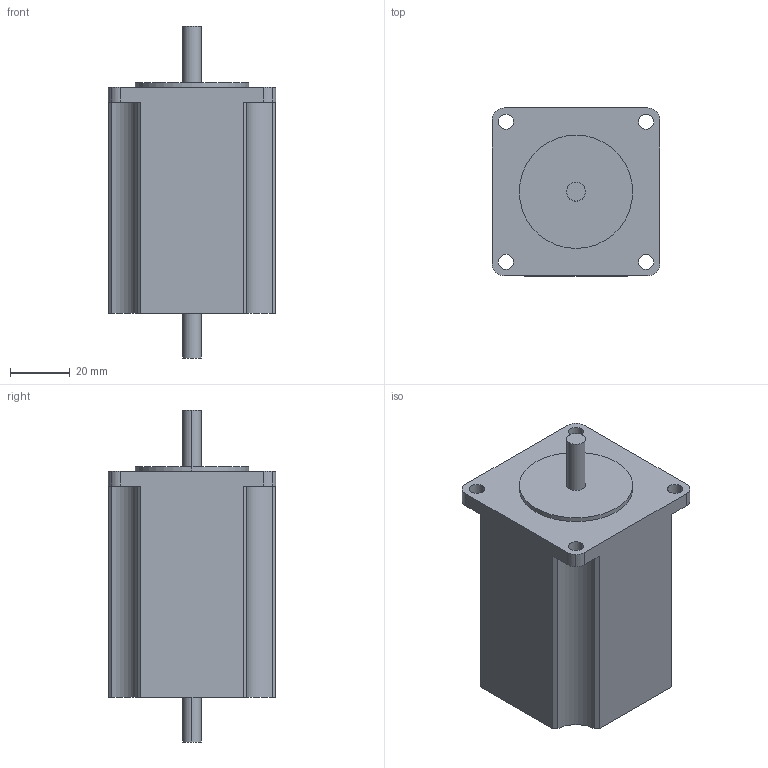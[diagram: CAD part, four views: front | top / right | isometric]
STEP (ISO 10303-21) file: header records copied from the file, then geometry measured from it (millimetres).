
FILE_DESCRIPTION(('STEP AP203'),'1');
FILE_NAME('Nema23 1.8Nm 8p 1.4A.stp','2016-02-27T18:03:12',(' '),(' '),'Spatial InterOp 3D',' ',' ');
FILE_SCHEMA(('CONFIG_CONTROL_DESIGN'));
Length unit declared in the file: millimetre
Products named in the file (1): 1
Bounding box: 56.4 x 56.4 x 111.6 mm (x, y, z)
Volume: 221407.8 mm3; surface area: 22979.6 mm2
Topology: 1 solids, 1 shells, 47 faces, 130 edges, 88 vertices
Faces by surface type: cylinder 26, plane 21
Entity records: 1592 total; most frequent: DIRECTION 282, CARTESIAN_POINT 266, ORIENTED_EDGE 260, EDGE_CURVE 130, AXIS2_PLACEMENT_3D 104, VERTEX_POINT 88, LINE 74, VECTOR 74
